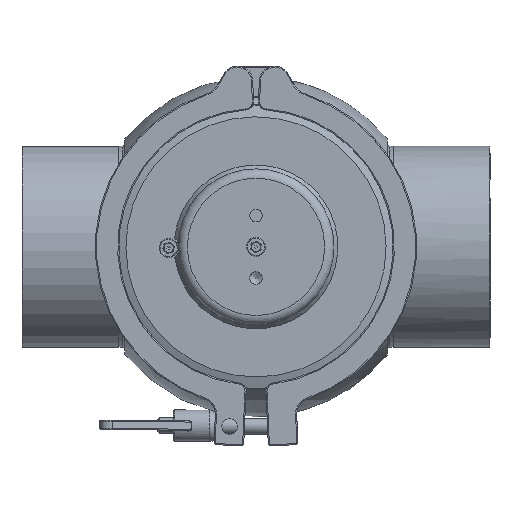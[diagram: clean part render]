
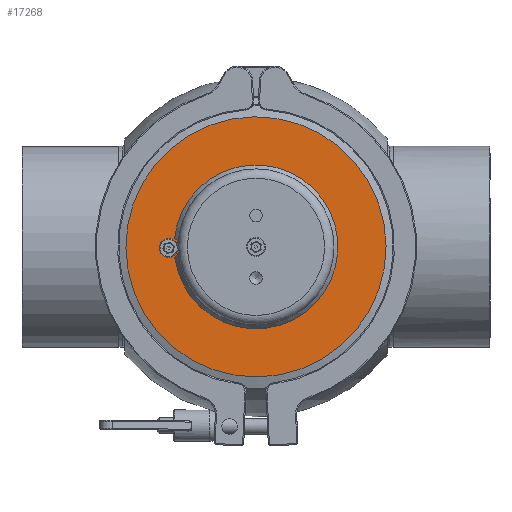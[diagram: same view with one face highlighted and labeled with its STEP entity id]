
A CAD part, front view. The second image highlights one B-rep face of the part: STEP entity #17268.
In plain terms, the highlighted planar face has unit normal (0, -1, 0).
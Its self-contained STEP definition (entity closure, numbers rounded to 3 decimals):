
#589=FACE_BOUND('',#2623,.T.);
#590=FACE_BOUND('',#2624,.T.);
#1308=PLANE('',#18558);
#1591=FACE_OUTER_BOUND('',#2622,.T.);
#2622=EDGE_LOOP('',(#11562,#11563));
#2623=EDGE_LOOP('',(#11564,#11565));
#2624=EDGE_LOOP('',(#11566,#11567));
#5289=CIRCLE('',#18393,3.846);
#5290=CIRCLE('',#18394,3.846);
#5401=CIRCLE('',#18552,7.);
#5406=CIRCLE('',#18559,83.395);
#5407=CIRCLE('',#18560,83.395);
#5408=CIRCLE('',#18561,52.5);
#6732=VERTEX_POINT('',#26489);
#6733=VERTEX_POINT('',#26490);
#6840=VERTEX_POINT('',#26886);
#6842=VERTEX_POINT('',#26895);
#6846=VERTEX_POINT('',#26913);
#6847=VERTEX_POINT('',#26914);
#8437=EDGE_CURVE('',#6732,#6733,#5289,.T.);
#8438=EDGE_CURVE('',#6733,#6732,#5290,.T.);
#8588=EDGE_CURVE('',#6840,#6842,#5401,.T.);
#8594=EDGE_CURVE('',#6846,#6847,#5406,.T.);
#8595=EDGE_CURVE('',#6847,#6846,#5407,.T.);
#8596=EDGE_CURVE('',#6842,#6840,#5408,.T.);
#11562=ORIENTED_EDGE('',*,*,#8594,.F.);
#11563=ORIENTED_EDGE('',*,*,#8595,.F.);
#11564=ORIENTED_EDGE('',*,*,#8437,.T.);
#11565=ORIENTED_EDGE('',*,*,#8438,.T.);
#11566=ORIENTED_EDGE('',*,*,#8596,.T.);
#11567=ORIENTED_EDGE('',*,*,#8588,.T.);
#17268=ADVANCED_FACE('',(#1591,#589,#590),#1308,.T.);
#18393=AXIS2_PLACEMENT_3D('',#26491,#21030,#21031);
#18394=AXIS2_PLACEMENT_3D('',#26492,#21032,#21033);
#18552=AXIS2_PLACEMENT_3D('',#26902,#21379,#21380);
#18558=AXIS2_PLACEMENT_3D('',#26912,#21392,#21393);
#18559=AXIS2_PLACEMENT_3D('',#26915,#21394,#21395);
#18560=AXIS2_PLACEMENT_3D('',#26916,#21396,#21397);
#18561=AXIS2_PLACEMENT_3D('',#26917,#21398,#21399);
#21030=DIRECTION('center_axis',(0.,1.,0.));
#21031=DIRECTION('ref_axis',(0.718,0.,-0.696));
#21032=DIRECTION('center_axis',(0.,1.,0.));
#21033=DIRECTION('ref_axis',(0.718,0.,-0.696));
#21379=DIRECTION('center_axis',(0.,-1.,0.));
#21380=DIRECTION('ref_axis',(-0.012,0.,
1.));
#21392=DIRECTION('center_axis',(0.,-1.,0.));
#21393=DIRECTION('ref_axis',(1.,0.,0.012));
#21394=DIRECTION('center_axis',(0.,1.,0.));
#21395=DIRECTION('ref_axis',(-0.012,0.,
1.));
#21396=DIRECTION('center_axis',(0.,1.,0.));
#21397=DIRECTION('ref_axis',(-0.012,0.,
1.));
#21398=DIRECTION('center_axis',(0.,1.,0.));
#21399=DIRECTION('ref_axis',(-0.012,0.,
1.));
#26489=CARTESIAN_POINT('',(-53.236,-88.5,-3.375));
#26490=CARTESIAN_POINT('',(-58.756,-88.5,1.982));
#26491=CARTESIAN_POINT('Origin',(-55.996,-88.5,-0.697));
#26492=CARTESIAN_POINT('Origin',(-55.996,-88.5,-0.697));
#26886=CARTESIAN_POINT('',(-52.095,-88.5,-6.509));
#26895=CARTESIAN_POINT('',(-52.241,-88.5,5.211));
#26902=CARTESIAN_POINT('Origin',(-55.996,-88.5,-0.697));
#26912=CARTESIAN_POINT('Origin',(-0.845,-88.5,67.942));
#26913=CARTESIAN_POINT('',(-1.037,-88.5,83.388));
#26914=CARTESIAN_POINT('',(1.037,-88.5,-83.388));
#26915=CARTESIAN_POINT('Origin',(0.,-88.5,0.));
#26916=CARTESIAN_POINT('Origin',(0.,-88.5,0.));
#26917=CARTESIAN_POINT('Origin',(0.,-88.5,0.));
